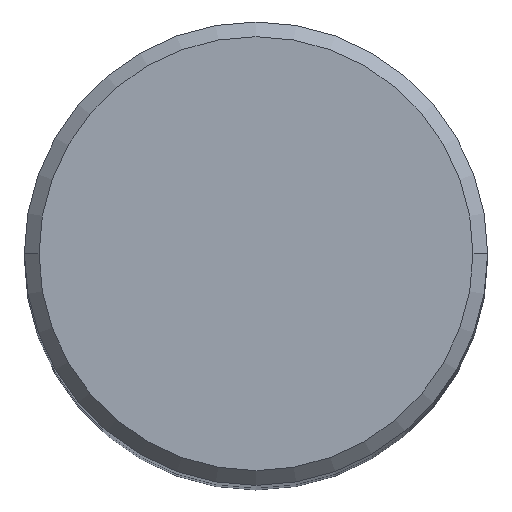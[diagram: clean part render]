
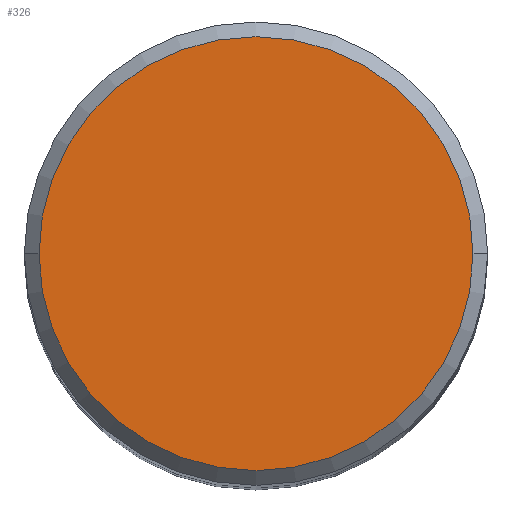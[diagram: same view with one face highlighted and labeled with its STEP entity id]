
A CAD part, top view. The second image highlights one B-rep face of the part: STEP entity #326.
In plain terms, the highlighted planar face has unit normal (0, 0, 1).
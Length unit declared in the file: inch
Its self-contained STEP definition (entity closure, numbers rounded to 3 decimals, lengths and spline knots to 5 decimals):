
#28 = DIRECTION ( 'NONE',  ( 1., 0., 0. ) ) ;
#29 = ORIENTED_EDGE ( 'NONE', *, *, #299, .T. ) ;
#38 = DIRECTION ( 'NONE',  ( 0., 0., 1. ) ) ;
#41 = AXIS2_PLACEMENT_3D ( 'NONE', #136, #252, #28 ) ;
#49 = VERTEX_POINT ( 'NONE', #330 ) ;
#61 = ORIENTED_EDGE ( 'NONE', *, *, #88, .T. ) ;
#88 = EDGE_CURVE ( 'NONE', #244, #49, #264, .T. ) ;
#126 = DIRECTION ( 'NONE',  ( -1., 0., 0. ) ) ;
#128 = PLANE ( 'NONE',  #131 ) ;
#131 = AXIS2_PLACEMENT_3D ( 'NONE', #319, #349, #126 ) ;
#136 = CARTESIAN_POINT ( 'NONE',  ( 0., 0., 0. ) ) ;
#144 = EDGE_LOOP ( 'NONE', ( #61, #29 ) ) ;
#152 = CARTESIAN_POINT ( 'NONE',  ( 0., 0., 0. ) ) ;
#154 = CIRCLE ( 'NONE', #306, 0.29495 ) ;
#234 = FACE_OUTER_BOUND ( 'NONE', #144, .T. ) ;
#236 = CARTESIAN_POINT ( 'NONE',  ( -0.29495, 0., 0. ) ) ;
#244 = VERTEX_POINT ( 'NONE', #236 ) ;
#252 = DIRECTION ( 'NONE',  ( 0., 0., 1. ) ) ;
#264 = CIRCLE ( 'NONE', #41, 0.29495 ) ;
#291 = DIRECTION ( 'NONE',  ( 1., 0., 0. ) ) ;
#299 = EDGE_CURVE ( 'NONE', #49, #244, #154, .T. ) ;
#306 = AXIS2_PLACEMENT_3D ( 'NONE', #152, #38, #291 ) ;
#319 = CARTESIAN_POINT ( 'NONE',  ( 0., 0.29495, 0. ) ) ;
#326 = ADVANCED_FACE ( 'NONE', ( #234 ), #128, .F. ) ;
#330 = CARTESIAN_POINT ( 'NONE',  ( 0.29495, 0., 0. ) ) ;
#349 = DIRECTION ( 'NONE',  ( 0., 0., -1. ) ) ;
